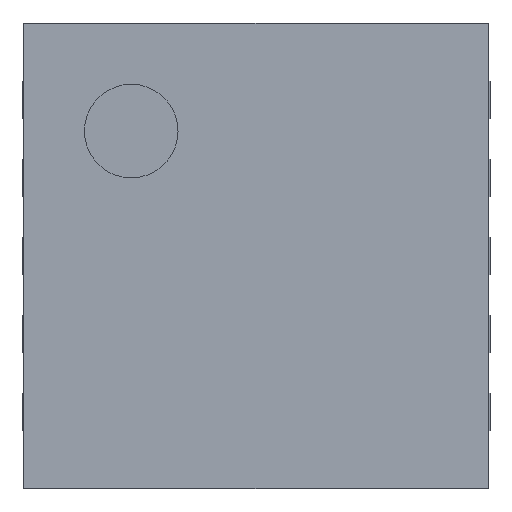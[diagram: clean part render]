
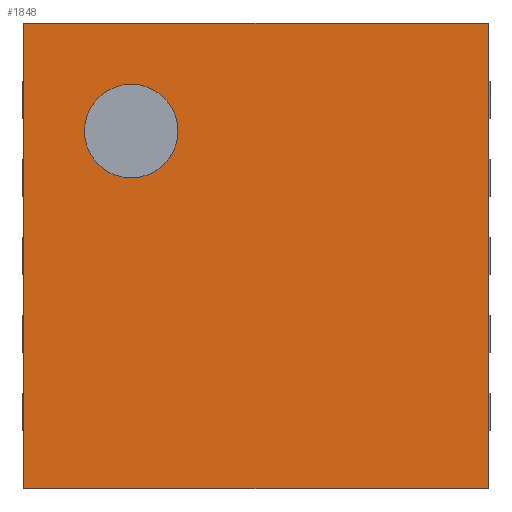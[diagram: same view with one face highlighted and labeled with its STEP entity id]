
A CAD part, top view. The second image highlights one B-rep face of the part: STEP entity #1848.
In plain terms, the highlighted planar face has unit normal (0, 0, 1).
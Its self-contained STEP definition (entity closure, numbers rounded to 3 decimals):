
#558 = VERTEX_POINT('',#559);
#559 = CARTESIAN_POINT('',(1.49,1.49,0.92));
#565 = EDGE_CURVE('',#558,#566,#568,.T.);
#566 = VERTEX_POINT('',#567);
#567 = CARTESIAN_POINT('',(1.49,-1.49,0.92));
#568 = LINE('',#569,#570);
#569 = CARTESIAN_POINT('',(1.49,1.49,0.92));
#570 = VECTOR('',#571,1.);
#571 = DIRECTION('',(0.,-1.,0.));
#703 = VERTEX_POINT('',#704);
#704 = CARTESIAN_POINT('',(-1.49,1.49,0.92));
#712 = EDGE_CURVE('',#703,#558,#713,.T.);
#713 = LINE('',#714,#715);
#714 = CARTESIAN_POINT('',(-1.49,1.49,0.92));
#715 = VECTOR('',#716,1.);
#716 = DIRECTION('',(1.,0.,0.));
#768 = EDGE_CURVE('',#703,#769,#771,.T.);
#769 = VERTEX_POINT('',#770);
#770 = CARTESIAN_POINT('',(-1.49,-1.49,0.92));
#771 = LINE('',#772,#773);
#772 = CARTESIAN_POINT('',(-1.49,1.49,0.92));
#773 = VECTOR('',#774,1.);
#774 = DIRECTION('',(0.,-1.,0.));
#1838 = EDGE_CURVE('',#769,#566,#1839,.T.);
#1839 = LINE('',#1840,#1841);
#1840 = CARTESIAN_POINT('',(-1.49,-1.49,0.92));
#1841 = VECTOR('',#1842,1.);
#1842 = DIRECTION('',(1.,0.,0.));
#1848 = ADVANCED_FACE('',(#1849,#1855),#1866,.T.);
#1849 = FACE_BOUND('',#1850,.T.);
#1850 = EDGE_LOOP('',(#1851,#1852,#1853,#1854));
#1851 = ORIENTED_EDGE('',*,*,#712,.F.);
#1852 = ORIENTED_EDGE('',*,*,#768,.T.);
#1853 = ORIENTED_EDGE('',*,*,#1838,.T.);
#1854 = ORIENTED_EDGE('',*,*,#565,.F.);
#1855 = FACE_BOUND('',#1856,.T.);
#1856 = EDGE_LOOP('',(#1857));
#1857 = ORIENTED_EDGE('',*,*,#1858,.T.);
#1858 = EDGE_CURVE('',#1859,#1859,#1861,.T.);
#1859 = VERTEX_POINT('',#1860);
#1860 = CARTESIAN_POINT('',(-0.8,0.5,0.92));
#1861 = CIRCLE('',#1862,0.3);
#1862 = AXIS2_PLACEMENT_3D('',#1863,#1864,#1865);
#1863 = CARTESIAN_POINT('',(-0.8,0.8,0.92));
#1864 = DIRECTION('',(0.,-0.,-1.));
#1865 = DIRECTION('',(0.,-1.,0.));
#1866 = PLANE('',#1867);
#1867 = AXIS2_PLACEMENT_3D('',#1868,#1869,#1870);
#1868 = CARTESIAN_POINT('',(-1.49,1.49,0.92));
#1869 = DIRECTION('',(0.,0.,1.));
#1870 = DIRECTION('',(0.,-1.,0.));
